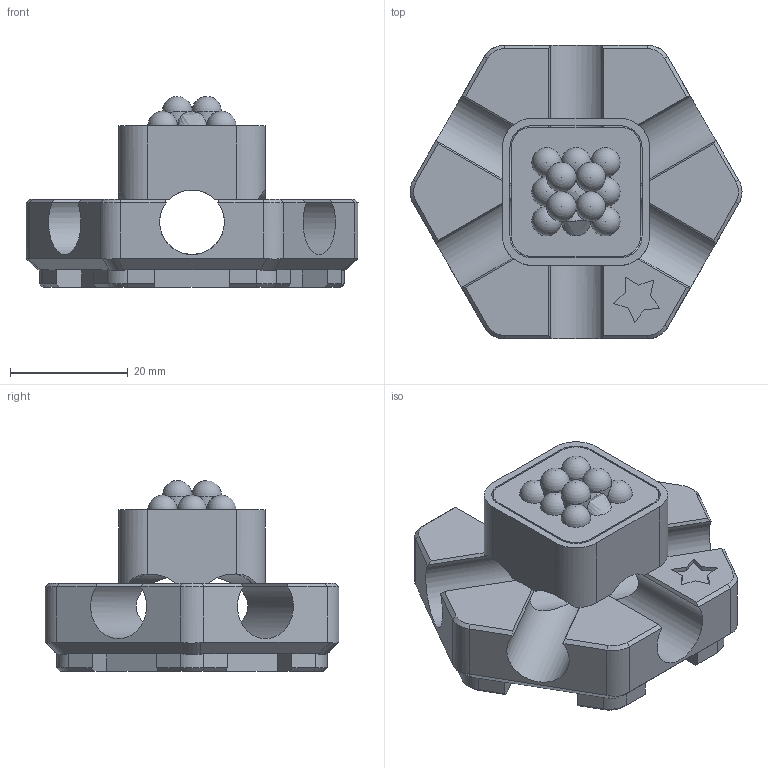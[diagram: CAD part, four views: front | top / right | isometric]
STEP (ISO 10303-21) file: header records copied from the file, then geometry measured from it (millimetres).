
FILE_DESCRIPTION(/* description */ (''),/* implementation_level */ '2;1');
FILE_NAME(/* name */ 'Ikura.step',/* time_stamp */ '2025-05-08T19:40:08-07:00',/* author */ (''),/* organization */ (''),/* preprocessor_version */ 'ST-DEVELOPER v20.1',/* originating_system */ 'Autodesk Translation Framework v14.4.0.0',/* authorisation */ '');
FILE_SCHEMA (('AUTOMOTIVE_DESIGN { 1 0 10303 214 3 1 1 }'));
Length unit declared in the file: millimetre
Products named in the file (4): Ikura; Component2; Component3; Component4
Assembly tree (3 placements, depth 2):
  Ikura
    Component2
    Component3
    Component4
Bounding box: 56.5 x 50 x 32.5 mm (x, y, z)
Volume: 26297.3 mm3; surface area: 12730.6 mm2
Topology: 4 solids, 4 shells, 214 faces, 604 edges, 377 vertices
Faces by surface type: plane 132, cylinder 57, sphere 13, cone 12
Entity records: 7523 total; most frequent: CARTESIAN_POINT 1829, ORIENTED_EDGE 1182, DIRECTION 1182, EDGE_CURVE 591, AXIS2_PLACEMENT_3D 410, VERTEX_POINT 377, LINE 362, VECTOR 362
